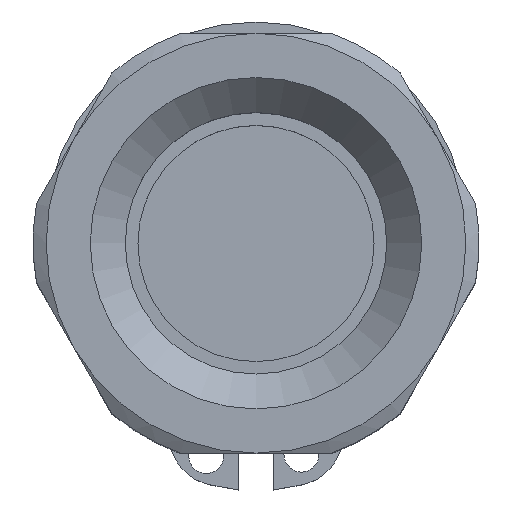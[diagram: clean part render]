
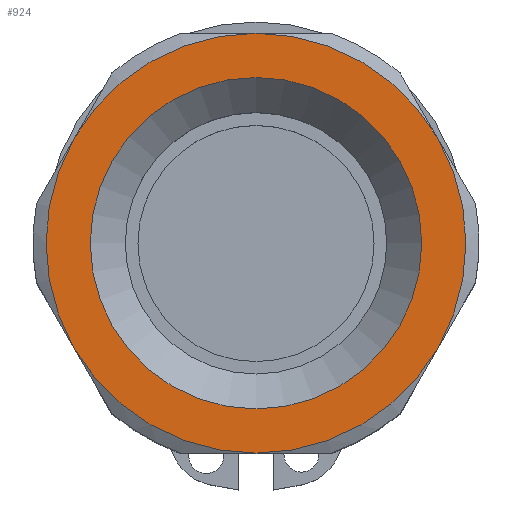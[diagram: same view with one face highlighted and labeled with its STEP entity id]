
A CAD part, top view. The second image highlights one B-rep face of the part: STEP entity #924.
In plain terms, the highlighted planar face has unit normal (0, 0, 1).
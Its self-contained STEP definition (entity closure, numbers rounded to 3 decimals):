
#227=FACE_BOUND('',#319,.T.);
#257=FACE_OUTER_BOUND('',#318,.T.);
#318=EDGE_LOOP('',(#740,#741,#742,#743,#744,#745));
#319=EDGE_LOOP('',(#746));
#382=CIRCLE('',#1030,9.475);
#387=CIRCLE('',#1037,12.);
#388=CIRCLE('',#1038,12.);
#389=CIRCLE('',#1039,12.);
#390=CIRCLE('',#1040,12.);
#391=CIRCLE('',#1041,12.);
#392=CIRCLE('',#1042,12.);
#451=VERTEX_POINT('',#1499);
#456=VERTEX_POINT('',#1513);
#457=VERTEX_POINT('',#1514);
#458=VERTEX_POINT('',#1516);
#459=VERTEX_POINT('',#1518);
#460=VERTEX_POINT('',#1520);
#461=VERTEX_POINT('',#1522);
#551=EDGE_CURVE('',#451,#451,#382,.T.);
#558=EDGE_CURVE('',#456,#457,#387,.T.);
#559=EDGE_CURVE('',#457,#458,#388,.T.);
#560=EDGE_CURVE('',#458,#459,#389,.T.);
#561=EDGE_CURVE('',#459,#460,#390,.T.);
#562=EDGE_CURVE('',#460,#461,#391,.T.);
#563=EDGE_CURVE('',#461,#456,#392,.T.);
#740=ORIENTED_EDGE('',*,*,#558,.T.);
#741=ORIENTED_EDGE('',*,*,#559,.T.);
#742=ORIENTED_EDGE('',*,*,#560,.T.);
#743=ORIENTED_EDGE('',*,*,#561,.T.);
#744=ORIENTED_EDGE('',*,*,#562,.T.);
#745=ORIENTED_EDGE('',*,*,#563,.T.);
#746=ORIENTED_EDGE('',*,*,#551,.F.);
#888=PLANE('',#1036);
#924=ADVANCED_FACE('',(#257,#227),#888,.T.);
#1030=AXIS2_PLACEMENT_3D('',#1500,#1228,#1229);
#1036=AXIS2_PLACEMENT_3D('',#1512,#1242,#1243);
#1037=AXIS2_PLACEMENT_3D('',#1515,#1244,#1245);
#1038=AXIS2_PLACEMENT_3D('',#1517,#1246,#1247);
#1039=AXIS2_PLACEMENT_3D('',#1519,#1248,#1249);
#1040=AXIS2_PLACEMENT_3D('',#1521,#1250,#1251);
#1041=AXIS2_PLACEMENT_3D('',#1523,#1252,#1253);
#1042=AXIS2_PLACEMENT_3D('',#1524,#1254,#1255);
#1228=DIRECTION('center_axis',(0.,0.,1.));
#1229=DIRECTION('ref_axis',(-1.,0.,0.));
#1242=DIRECTION('center_axis',(0.,0.,1.));
#1243=DIRECTION('ref_axis',(1.,0.,0.));
#1244=DIRECTION('center_axis',(0.,0.,1.));
#1245=DIRECTION('ref_axis',(0.,1.,0.));
#1246=DIRECTION('center_axis',(0.,0.,1.));
#1247=DIRECTION('ref_axis',(0.,1.,0.));
#1248=DIRECTION('center_axis',(0.,0.,1.));
#1249=DIRECTION('ref_axis',(0.,1.,0.));
#1250=DIRECTION('center_axis',(0.,0.,1.));
#1251=DIRECTION('ref_axis',(0.,1.,0.));
#1252=DIRECTION('center_axis',(0.,0.,1.));
#1253=DIRECTION('ref_axis',(0.,1.,0.));
#1254=DIRECTION('center_axis',(0.,0.,1.));
#1255=DIRECTION('ref_axis',(0.,1.,0.));
#1499=CARTESIAN_POINT('',(9.475,0.,0.));
#1500=CARTESIAN_POINT('Origin',(0.,0.,0.));
#1512=CARTESIAN_POINT('Origin',(0.,0.,0.));
#1513=CARTESIAN_POINT('',(10.392,6.,0.));
#1514=CARTESIAN_POINT('',(0.,12.,0.));
#1515=CARTESIAN_POINT('Origin',(0.,0.,0.));
#1516=CARTESIAN_POINT('',(-10.392,6.,0.));
#1517=CARTESIAN_POINT('Origin',(0.,0.,0.));
#1518=CARTESIAN_POINT('',(-10.392,-6.,0.));
#1519=CARTESIAN_POINT('Origin',(0.,0.,0.));
#1520=CARTESIAN_POINT('',(0.,-12.,0.));
#1521=CARTESIAN_POINT('Origin',(0.,0.,0.));
#1522=CARTESIAN_POINT('',(10.392,-6.,0.));
#1523=CARTESIAN_POINT('Origin',(0.,0.,0.));
#1524=CARTESIAN_POINT('Origin',(0.,0.,0.));
